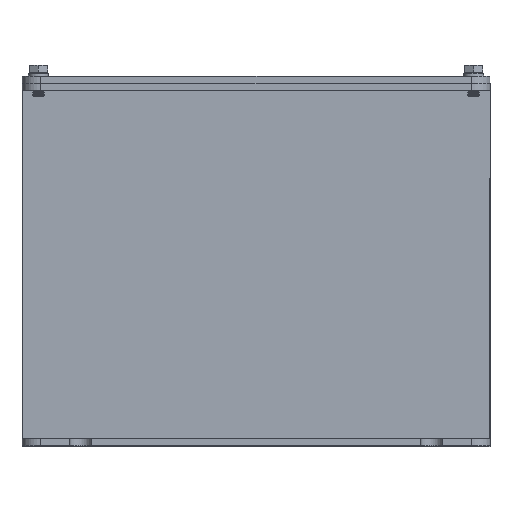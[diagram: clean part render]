
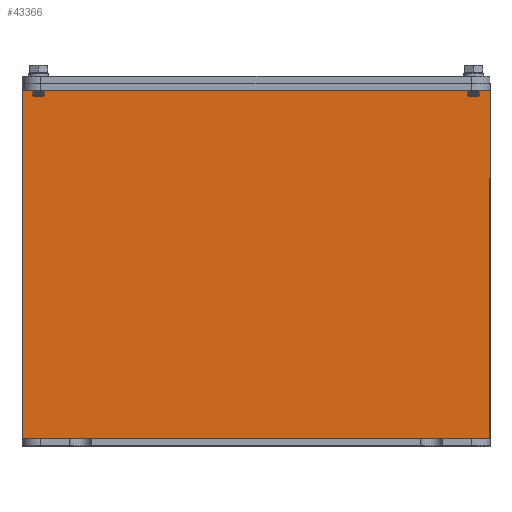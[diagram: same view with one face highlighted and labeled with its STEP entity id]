
A CAD part, top view. The second image highlights one B-rep face of the part: STEP entity #43366.
In plain terms, the highlighted planar face has unit normal (0, 0, 1).
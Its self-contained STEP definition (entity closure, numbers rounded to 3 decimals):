
#8 = DIRECTION ( 'NONE',  ( 1., 0., 0. ) ) ;
#3805 = VERTEX_POINT ( 'NONE', #16573 ) ;
#5853 = LINE ( 'NONE', #20437, #16007 ) ;
#6834 = VERTEX_POINT ( 'NONE', #29474 ) ;
#8743 = VECTOR ( 'NONE', #21418, 1000. ) ;
#9469 = EDGE_CURVE ( 'NONE', #26268, #24492, #17779, .T. ) ;
#15456 = LINE ( 'NONE', #15741, #27867 ) ;
#15741 = CARTESIAN_POINT ( 'NONE',  ( -156.201, -90.733, 133. ) ) ;
#16007 = VECTOR ( 'NONE', #16839, 1000. ) ;
#16573 = CARTESIAN_POINT ( 'NONE',  ( 43.799, -87.733, 133. ) ) ;
#16839 = DIRECTION ( 'NONE',  ( 0., 1., 0. ) ) ;
#17779 = LINE ( 'NONE', #31953, #8743 ) ;
#18447 = ORIENTED_EDGE ( 'NONE', *, *, #36133, .T. ) ;
#19090 = FACE_OUTER_BOUND ( 'NONE', #21937, .T. ) ;
#19192 = DIRECTION ( 'NONE',  ( 0., 1., 0. ) ) ;
#19600 = VECTOR ( 'NONE', #33037, 1000. ) ;
#20437 = CARTESIAN_POINT ( 'NONE',  ( 43.799, -90.733, 133. ) ) ;
#21254 = DIRECTION ( 'NONE',  ( 0., 0., 1. ) ) ;
#21418 = DIRECTION ( 'NONE',  ( -1., 0., 0. ) ) ;
#21937 = EDGE_LOOP ( 'NONE', ( #26522, #36348, #18447, #38867 ) ) ;
#24492 = VERTEX_POINT ( 'NONE', #42646 ) ;
#25441 = AXIS2_PLACEMENT_3D ( 'NONE', #31635, #21254, #8 ) ;
#26268 = VERTEX_POINT ( 'NONE', #38184 ) ;
#26522 = ORIENTED_EDGE ( 'NONE', *, *, #33993, .F. ) ;
#27867 = VECTOR ( 'NONE', #19192, 1000. ) ;
#29474 = CARTESIAN_POINT ( 'NONE',  ( -156.201, -87.733, 133. ) ) ;
#31635 = CARTESIAN_POINT ( 'NONE',  ( 43.799, -90.733, 133. ) ) ;
#31953 = CARTESIAN_POINT ( 'NONE',  ( 43.799, 61.267, 133. ) ) ;
#32277 = EDGE_CURVE ( 'NONE', #3805, #6834, #38801, .T. ) ;
#33037 = DIRECTION ( 'NONE',  ( -1., 0., 0. ) ) ;
#33993 = EDGE_CURVE ( 'NONE', #6834, #24492, #15456, .T. ) ;
#36133 = EDGE_CURVE ( 'NONE', #3805, #26268, #5853, .T. ) ;
#36190 = CARTESIAN_POINT ( 'NONE',  ( 43.799, -87.733, 133. ) ) ;
#36348 = ORIENTED_EDGE ( 'NONE', *, *, #32277, .F. ) ;
#38184 = CARTESIAN_POINT ( 'NONE',  ( 43.799, 61.267, 133. ) ) ;
#38801 = LINE ( 'NONE', #36190, #19600 ) ;
#38867 = ORIENTED_EDGE ( 'NONE', *, *, #9469, .T. ) ;
#42646 = CARTESIAN_POINT ( 'NONE',  ( -156.201, 61.267, 133. ) ) ;
#43366 = ADVANCED_FACE ( 'NONE', ( #19090 ), #46337, .T. ) ;
#46337 = PLANE ( 'NONE',  #25441 ) ;
